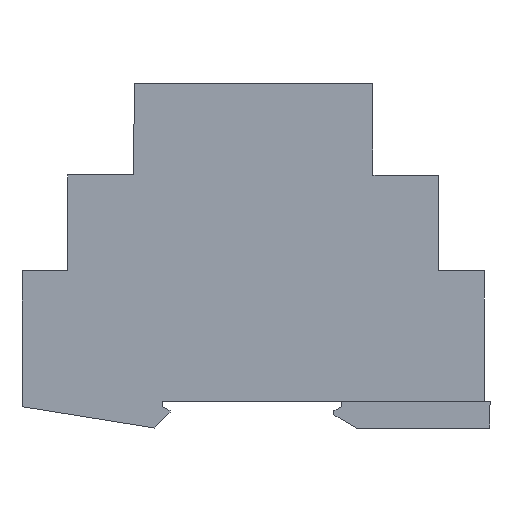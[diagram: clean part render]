
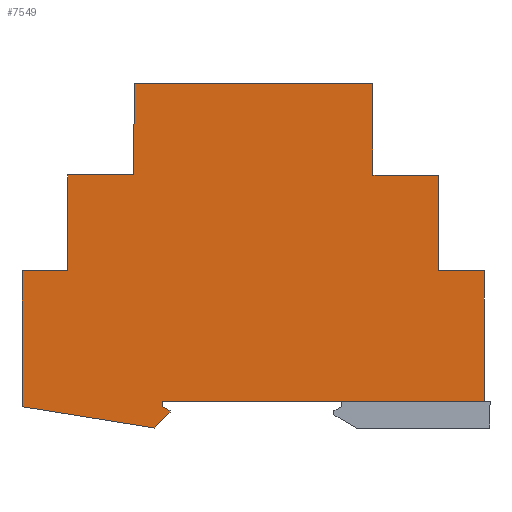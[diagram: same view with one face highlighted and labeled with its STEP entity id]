
A CAD part, left-side view. The second image highlights one B-rep face of the part: STEP entity #7549.
In plain terms, the highlighted planar face has unit normal (-1, 0, 0).
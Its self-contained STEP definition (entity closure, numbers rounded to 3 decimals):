
#7516=AXIS2_PLACEMENT_3D('Plane Axis2P3D',#7513,#7514,#7515) ;
#690=CARTESIAN_POINT('Vertex',(0.001,9.641,29.701)) ;
#718=CARTESIAN_POINT('Vertex',(0.001,9.671,47.801)) ;
#721=CARTESIAN_POINT('Line Origine',(0.001,9.659,40.614)) ;
#6724=CARTESIAN_POINT('Vertex',(0.001,61.945,4.006)) ;
#6738=CARTESIAN_POINT('Vertex',(0.001,61.945,5.006)) ;
#6741=CARTESIAN_POINT('Line Origine',(0.001,61.945,4.506)) ;
#6765=CARTESIAN_POINT('Vertex',(0.001,60.445,3.306)) ;
#6773=CARTESIAN_POINT('Line Origine',(0.001,61.195,3.656)) ;
#6791=CARTESIAN_POINT('Line Origine',(0.001,60.446,3.156)) ;
#6795=CARTESIAN_POINT('Vertex',(0.001,60.446,3.006)) ;
#6823=CARTESIAN_POINT('Line Origine',(0.001,61.946,1.506)) ;
#6827=CARTESIAN_POINT('Vertex',(0.001,63.446,0.006)) ;
#6855=CARTESIAN_POINT('Line Origine',(0.001,22.179,56.402)) ;
#6859=CARTESIAN_POINT('Vertex',(0.001,22.105,47.802)) ;
#6861=CARTESIAN_POINT('Vertex',(0.001,22.254,65.002)) ;
#6901=CARTESIAN_POINT('Line Origine',(0.001,15.888,47.801)) ;
#6960=CARTESIAN_POINT('Line Origine',(0.001,75.927,2.018)) ;
#6964=CARTESIAN_POINT('Vertex',(0.001,88.409,4.029)) ;
#6985=CARTESIAN_POINT('Line Origine',(0.001,67.26,56.406)) ;
#6989=CARTESIAN_POINT('Vertex',(0.001,67.184,65.006)) ;
#6991=CARTESIAN_POINT('Vertex',(0.001,67.336,47.806)) ;
#7051=CARTESIAN_POINT('Vertex',(0.001,79.77,47.808)) ;
#7054=CARTESIAN_POINT('Line Origine',(0.001,73.553,47.807)) ;
#7098=CARTESIAN_POINT('Vertex',(0.001,88.361,29.708)) ;
#7108=CARTESIAN_POINT('Line Origine',(0.001,88.385,16.869)) ;
#7168=CARTESIAN_POINT('Vertex',(0.001,79.803,29.708)) ;
#7176=CARTESIAN_POINT('Line Origine',(0.001,84.081,29.708)) ;
#7216=CARTESIAN_POINT('Line Origine',(0.001,79.783,40.521)) ;
#7282=CARTESIAN_POINT('Line Origine',(0.001,44.719,65.004)) ;
#7466=CARTESIAN_POINT('Line Origine',(0.001,5.945,29.701)) ;
#7470=CARTESIAN_POINT('Vertex',(0.001,1.083,29.7)) ;
#7513=CARTESIAN_POINT('Axis2P3D Location',(0.001,39.979,33.587)) ;
#7518=CARTESIAN_POINT('Line Origine',(0.001,31.494,5.003)) ;
#7522=CARTESIAN_POINT('Vertex',(0.001,1.042,5.)) ;
#7525=CARTESIAN_POINT('Line Origine',(0.001,1.062,17.35)) ;
#722=DIRECTION('Vector Direction',(0.,0.002,1.)) ;
#6742=DIRECTION('Vector Direction',(0.,0.,1.)) ;
#6774=DIRECTION('Vector Direction',(0.,0.906,0.423)) ;
#6792=DIRECTION('Vector Direction',(0.,0.,-1.)) ;
#6824=DIRECTION('Vector Direction',(0.,0.707,-0.707)) ;
#6856=DIRECTION('Vector Direction',(0.,0.009,1.)) ;
#6902=DIRECTION('Vector Direction',(0.,1.,0.)) ;
#6961=DIRECTION('Vector Direction',(0.,-0.987,-0.159)) ;
#6986=DIRECTION('Vector Direction',(0.,0.009,-1.)) ;
#7055=DIRECTION('Vector Direction',(0.,1.,0.)) ;
#7109=DIRECTION('Vector Direction',(0.,-0.002,1.)) ;
#7177=DIRECTION('Vector Direction',(0.,1.,0.)) ;
#7217=DIRECTION('Vector Direction',(0.,-0.002,1.)) ;
#7283=DIRECTION('Vector Direction',(0.,1.,0.)) ;
#7467=DIRECTION('Vector Direction',(0.,1.,0.)) ;
#7514=DIRECTION('Axis2P3D Direction',(1.,0.,0.)) ;
#7515=DIRECTION('Axis2P3D XDirection',(0.,-1.,0.)) ;
#7519=DIRECTION('Vector Direction',(0.,1.,0.)) ;
#7526=DIRECTION('Vector Direction',(0.,0.002,1.)) ;
#723=VECTOR('Line Direction',#722,1.) ;
#6743=VECTOR('Line Direction',#6742,1.) ;
#6775=VECTOR('Line Direction',#6774,1.) ;
#6793=VECTOR('Line Direction',#6792,1.) ;
#6825=VECTOR('Line Direction',#6824,1.) ;
#6857=VECTOR('Line Direction',#6856,1.) ;
#6903=VECTOR('Line Direction',#6902,1.) ;
#6962=VECTOR('Line Direction',#6961,1.) ;
#6987=VECTOR('Line Direction',#6986,1.) ;
#7056=VECTOR('Line Direction',#7055,1.) ;
#7110=VECTOR('Line Direction',#7109,1.) ;
#7178=VECTOR('Line Direction',#7177,1.) ;
#7218=VECTOR('Line Direction',#7217,1.) ;
#7284=VECTOR('Line Direction',#7283,1.) ;
#7468=VECTOR('Line Direction',#7467,1.) ;
#7520=VECTOR('Line Direction',#7519,1.) ;
#7527=VECTOR('Line Direction',#7526,1.) ;
#7531=ORIENTED_EDGE('',*,*,#7472,.T.) ;
#7532=ORIENTED_EDGE('',*,*,#725,.T.) ;
#7533=ORIENTED_EDGE('',*,*,#6905,.T.) ;
#7534=ORIENTED_EDGE('',*,*,#6863,.T.) ;
#7535=ORIENTED_EDGE('',*,*,#7286,.F.) ;
#7536=ORIENTED_EDGE('',*,*,#6993,.T.) ;
#7537=ORIENTED_EDGE('',*,*,#7058,.T.) ;
#7538=ORIENTED_EDGE('',*,*,#7220,.F.) ;
#7539=ORIENTED_EDGE('',*,*,#7180,.T.) ;
#7540=ORIENTED_EDGE('',*,*,#7112,.F.) ;
#7541=ORIENTED_EDGE('',*,*,#6966,.T.) ;
#7542=ORIENTED_EDGE('',*,*,#6829,.T.) ;
#7543=ORIENTED_EDGE('',*,*,#6797,.T.) ;
#7544=ORIENTED_EDGE('',*,*,#6777,.T.) ;
#7545=ORIENTED_EDGE('',*,*,#6745,.T.) ;
#7546=ORIENTED_EDGE('',*,*,#7524,.F.) ;
#7547=ORIENTED_EDGE('',*,*,#7529,.T.) ;
#7549=ADVANCED_FACE('TIMER',(#7548),#7517,.F.) ;
#725=EDGE_CURVE('',#691,#719,#724,.T.) ;
#6745=EDGE_CURVE('',#6725,#6739,#6744,.T.) ;
#6777=EDGE_CURVE('',#6766,#6725,#6776,.T.) ;
#6797=EDGE_CURVE('',#6796,#6766,#6794,.F.) ;
#6829=EDGE_CURVE('',#6828,#6796,#6826,.F.) ;
#6863=EDGE_CURVE('',#6860,#6862,#6858,.T.) ;
#6905=EDGE_CURVE('',#719,#6860,#6904,.T.) ;
#6966=EDGE_CURVE('',#6965,#6828,#6963,.T.) ;
#6993=EDGE_CURVE('',#6990,#6992,#6988,.T.) ;
#7058=EDGE_CURVE('',#6992,#7052,#7057,.T.) ;
#7112=EDGE_CURVE('',#6965,#7099,#7111,.T.) ;
#7180=EDGE_CURVE('',#7169,#7099,#7179,.T.) ;
#7220=EDGE_CURVE('',#7169,#7052,#7219,.T.) ;
#7286=EDGE_CURVE('',#6990,#6862,#7285,.F.) ;
#7472=EDGE_CURVE('',#7471,#691,#7469,.T.) ;
#7524=EDGE_CURVE('',#7523,#6739,#7521,.T.) ;
#7529=EDGE_CURVE('',#7523,#7471,#7528,.T.) ;
#7530=EDGE_LOOP('',(#7531,#7532,#7533,#7534,#7535,#7536,#7537,#7538,#7539,#7540,#7541,#7542,#7543,#7544,#7545,#7546,#7547)) ;
#7548=FACE_OUTER_BOUND('',#7530,.T.) ;
#724=LINE('Line',#721,#723) ;
#6744=LINE('Line',#6741,#6743) ;
#6776=LINE('Line',#6773,#6775) ;
#6794=LINE('Line',#6791,#6793) ;
#6826=LINE('Line',#6823,#6825) ;
#6858=LINE('Line',#6855,#6857) ;
#6904=LINE('Line',#6901,#6903) ;
#6963=LINE('Line',#6960,#6962) ;
#6988=LINE('Line',#6985,#6987) ;
#7057=LINE('Line',#7054,#7056) ;
#7111=LINE('Line',#7108,#7110) ;
#7179=LINE('Line',#7176,#7178) ;
#7219=LINE('Line',#7216,#7218) ;
#7285=LINE('Line',#7282,#7284) ;
#7469=LINE('Line',#7466,#7468) ;
#7521=LINE('Line',#7518,#7520) ;
#7528=LINE('Line',#7525,#7527) ;
#7517=PLANE('',#7516) ;
#691=VERTEX_POINT('',#690) ;
#719=VERTEX_POINT('',#718) ;
#6725=VERTEX_POINT('',#6724) ;
#6739=VERTEX_POINT('',#6738) ;
#6766=VERTEX_POINT('',#6765) ;
#6796=VERTEX_POINT('',#6795) ;
#6828=VERTEX_POINT('',#6827) ;
#6860=VERTEX_POINT('',#6859) ;
#6862=VERTEX_POINT('',#6861) ;
#6965=VERTEX_POINT('',#6964) ;
#6990=VERTEX_POINT('',#6989) ;
#6992=VERTEX_POINT('',#6991) ;
#7052=VERTEX_POINT('',#7051) ;
#7099=VERTEX_POINT('',#7098) ;
#7169=VERTEX_POINT('',#7168) ;
#7471=VERTEX_POINT('',#7470) ;
#7523=VERTEX_POINT('',#7522) ;
